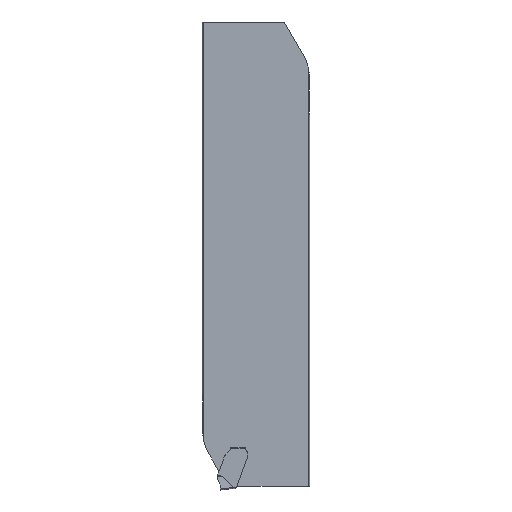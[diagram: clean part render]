
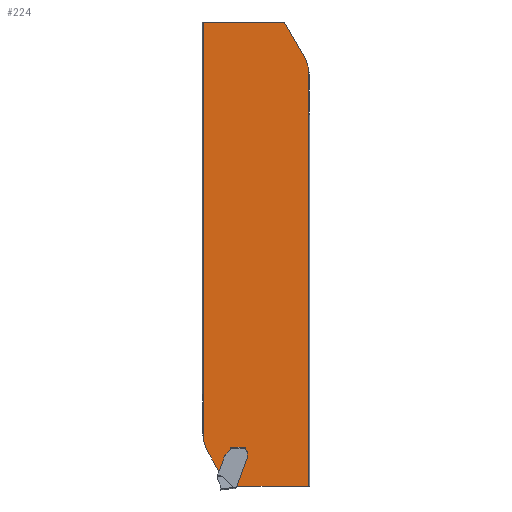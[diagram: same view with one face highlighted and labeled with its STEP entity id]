
A CAD part, left-side view. The second image highlights one B-rep face of the part: STEP entity #224.
In plain terms, the highlighted planar face has unit normal (-1, 0, 0).
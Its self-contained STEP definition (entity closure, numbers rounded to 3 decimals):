
#137=ELLIPSE('',#1640,1.32,1.);
#138=ELLIPSE('',#1644,1.46,1.);
#158=B_SPLINE_CURVE_WITH_KNOTS('',5,(#2311,#2312,#2313,#2314,#2315,#2316),
 .UNSPECIFIED.,.F.,.F.,(6,6),(0.,1.),.UNSPECIFIED.);
#185=CIRCLE('',#1635,10.);
#186=CIRCLE('',#1638,0.4);
#187=CIRCLE('',#1639,1.);
#188=CIRCLE('',#1641,0.8);
#189=CIRCLE('',#1642,0.5);
#190=CIRCLE('',#1643,0.75);
#191=CIRCLE('',#1645,1.);
#192=CIRCLE('',#1646,10.);
#224=ADVANCED_FACE('SHANKHEAD_FACE_LEFT',(#341),#298,.T.);
#298=PLANE('',#1647);
#341=FACE_OUTER_BOUND('',#417,.T.);
#417=EDGE_LOOP('',(#532,#533,#534,#535,#536,#537,#538,#539,#540,#541,#542,
#543,#544,#545,#546,#547,#548,#549,#550,#551,#552,#553,#554,#555,#556,#557));
#532=ORIENTED_EDGE('',*,*,#1098,.F.);
#533=ORIENTED_EDGE('',*,*,#1096,.T.);
#534=ORIENTED_EDGE('',*,*,#1099,.T.);
#535=ORIENTED_EDGE('',*,*,#1100,.F.);
#536=ORIENTED_EDGE('',*,*,#1101,.T.);
#537=ORIENTED_EDGE('',*,*,#1102,.T.);
#538=ORIENTED_EDGE('',*,*,#1103,.F.);
#539=ORIENTED_EDGE('',*,*,#1104,.T.);
#540=ORIENTED_EDGE('',*,*,#1105,.T.);
#541=ORIENTED_EDGE('',*,*,#1106,.T.);
#542=ORIENTED_EDGE('',*,*,#1107,.T.);
#543=ORIENTED_EDGE('',*,*,#1108,.F.);
#544=ORIENTED_EDGE('',*,*,#1109,.F.);
#545=ORIENTED_EDGE('',*,*,#1110,.T.);
#546=ORIENTED_EDGE('',*,*,#1111,.F.);
#547=ORIENTED_EDGE('',*,*,#1112,.F.);
#548=ORIENTED_EDGE('',*,*,#1113,.F.);
#549=ORIENTED_EDGE('',*,*,#1114,.F.);
#550=ORIENTED_EDGE('',*,*,#1115,.F.);
#551=ORIENTED_EDGE('',*,*,#1116,.F.);
#552=ORIENTED_EDGE('',*,*,#1117,.T.);
#553=ORIENTED_EDGE('',*,*,#1118,.T.);
#554=ORIENTED_EDGE('',*,*,#1119,.T.);
#555=ORIENTED_EDGE('',*,*,#1120,.T.);
#556=ORIENTED_EDGE('',*,*,#1121,.T.);
#557=ORIENTED_EDGE('',*,*,#1060,.T.);
#918=VERTEX_POINT('',#2198);
#919=VERTEX_POINT('',#2200);
#950=VERTEX_POINT('',#2275);
#951=VERTEX_POINT('',#2277);
#952=VERTEX_POINT('',#2282);
#953=VERTEX_POINT('',#2284);
#954=VERTEX_POINT('',#2286);
#955=VERTEX_POINT('',#2288);
#956=VERTEX_POINT('',#2290);
#957=VERTEX_POINT('',#2292);
#958=VERTEX_POINT('',#2294);
#959=VERTEX_POINT('',#2296);
#960=VERTEX_POINT('',#2298);
#961=VERTEX_POINT('',#2300);
#962=VERTEX_POINT('',#2302);
#963=VERTEX_POINT('',#2304);
#964=VERTEX_POINT('',#2306);
#965=VERTEX_POINT('',#2308);
#966=VERTEX_POINT('',#2310);
#967=VERTEX_POINT('',#2317);
#968=VERTEX_POINT('',#2319);
#969=VERTEX_POINT('',#2321);
#970=VERTEX_POINT('',#2323);
#971=VERTEX_POINT('',#2325);
#972=VERTEX_POINT('',#2327);
#973=VERTEX_POINT('',#2329);
#1060=EDGE_CURVE('',#919,#918,#1274,.T.);
#1096=EDGE_CURVE('',#951,#950,#185,.T.);
#1098=EDGE_CURVE('',#951,#918,#1296,.T.);
#1099=EDGE_CURVE('',#950,#952,#1297,.T.);
#1100=EDGE_CURVE('',#953,#952,#1298,.T.);
#1101=EDGE_CURVE('',#953,#954,#186,.T.);
#1102=EDGE_CURVE('',#954,#955,#1299,.T.);
#1103=EDGE_CURVE('',#956,#955,#187,.T.);
#1104=EDGE_CURVE('',#956,#957,#137,.T.);
#1105=EDGE_CURVE('',#957,#958,#1300,.T.);
#1106=EDGE_CURVE('',#958,#959,#188,.T.);
#1107=EDGE_CURVE('',#959,#960,#1301,.T.);
#1108=EDGE_CURVE('',#961,#960,#1302,.T.);
#1109=EDGE_CURVE('',#962,#961,#1303,.T.);
#1110=EDGE_CURVE('',#962,#963,#189,.T.);
#1111=EDGE_CURVE('',#964,#963,#190,.T.);
#1112=EDGE_CURVE('',#965,#964,#1304,.T.);
#1113=EDGE_CURVE('',#966,#965,#138,.T.);
#1114=EDGE_CURVE('',#967,#966,#158,.T.);
#1115=EDGE_CURVE('',#968,#967,#191,.T.);
#1116=EDGE_CURVE('',#969,#968,#1305,.T.);
#1117=EDGE_CURVE('',#969,#970,#1306,.T.);
#1118=EDGE_CURVE('',#970,#971,#1307,.T.);
#1119=EDGE_CURVE('',#971,#972,#192,.T.);
#1120=EDGE_CURVE('',#972,#973,#1308,.T.);
#1121=EDGE_CURVE('',#973,#919,#1309,.T.);
#1274=LINE('',#2199,#1406);
#1296=LINE('',#2280,#1428);
#1297=LINE('',#2281,#1429);
#1298=LINE('',#2283,#1430);
#1299=LINE('',#2287,#1431);
#1300=LINE('',#2293,#1432);
#1301=LINE('',#2297,#1433);
#1302=LINE('',#2299,#1434);
#1303=LINE('',#2301,#1435);
#1304=LINE('',#2307,#1436);
#1305=LINE('',#2320,#1437);
#1306=LINE('',#2322,#1438);
#1307=LINE('',#2324,#1439);
#1308=LINE('',#2328,#1440);
#1309=LINE('',#2330,#1441);
#1406=VECTOR('',#1769,1.);
#1428=VECTOR('',#1831,1.);
#1429=VECTOR('',#1832,1.);
#1430=VECTOR('',#1833,1.);
#1431=VECTOR('',#1836,1.);
#1432=VECTOR('',#1841,1.);
#1433=VECTOR('',#1844,1.);
#1434=VECTOR('',#1845,1.);
#1435=VECTOR('',#1846,1.);
#1436=VECTOR('',#1851,1.);
#1437=VECTOR('',#1856,1.);
#1438=VECTOR('',#1857,1.);
#1439=VECTOR('',#1858,1.);
#1440=VECTOR('',#1861,1.);
#1441=VECTOR('',#1862,1.);
#1635=AXIS2_PLACEMENT_3D('',#2276,#1825,#1826);
#1638=AXIS2_PLACEMENT_3D('',#2285,#1834,#1835);
#1639=AXIS2_PLACEMENT_3D('',#2289,#1837,#1838);
#1640=AXIS2_PLACEMENT_3D('',#2291,#1839,#1840);
#1641=AXIS2_PLACEMENT_3D('',#2295,#1842,#1843);
#1642=AXIS2_PLACEMENT_3D('',#2303,#1847,#1848);
#1643=AXIS2_PLACEMENT_3D('',#2305,#1849,#1850);
#1644=AXIS2_PLACEMENT_3D('',#2309,#1852,#1853);
#1645=AXIS2_PLACEMENT_3D('',#2318,#1854,#1855);
#1646=AXIS2_PLACEMENT_3D('',#2326,#1859,#1860);
#1647=AXIS2_PLACEMENT_3D('',#2331,#1863,#1864);
#1769=DIRECTION('',(0.,1.,0.));
#1825=DIRECTION('',(-1.,0.,0.));
#1826=DIRECTION('',(0.,1.,0.));
#1831=DIRECTION('',(0.,0.,1.));
#1832=DIRECTION('',(0.,-0.5,-0.866));
#1833=DIRECTION('',(0.,0.819,-0.574));
#1834=DIRECTION('',(-1.,0.,0.));
#1835=DIRECTION('',(0.,1.,0.));
#1836=DIRECTION('',(0.,-0.342,0.94));
#1837=DIRECTION('',(-1.,0.,0.));
#1838=DIRECTION('',(0.,1.,0.));
#1839=DIRECTION('',(1.,0.,0.));
#1840=DIRECTION('',(0.,-0.707,0.707));
#1841=DIRECTION('',(0.,-0.707,0.707));
#1842=DIRECTION('',(-1.,0.,0.));
#1843=DIRECTION('',(0.,1.,0.));
#1844=DIRECTION('',(0.,0.,1.));
#1845=DIRECTION('',(0.,1.,0.));
#1846=DIRECTION('',(0.,0.,1.));
#1847=DIRECTION('',(-1.,0.,0.));
#1848=DIRECTION('',(0.,1.,0.));
#1849=DIRECTION('',(-1.,0.,0.));
#1850=DIRECTION('',(0.,1.,0.));
#1851=DIRECTION('',(0.,0.,1.));
#1852=DIRECTION('',(-1.,0.,0.));
#1853=DIRECTION('',(0.,0.,-1.));
#1854=DIRECTION('',(-1.,0.,0.));
#1855=DIRECTION('',(0.,1.,0.));
#1856=DIRECTION('',(0.,-0.342,0.94));
#1857=DIRECTION('',(0.,-1.,0.));
#1858=DIRECTION('',(0.,0.,1.));
#1859=DIRECTION('',(-1.,0.,0.));
#1860=DIRECTION('',(0.,1.,0.));
#1861=DIRECTION('',(0.,0.5,0.866));
#1862=DIRECTION('',(0.,0.,1.));
#1863=DIRECTION('',(-1.,0.,0.));
#1864=DIRECTION('',(0.,1.,0.));
#2198=CARTESIAN_POINT('',(-2.35,25.27,0.));
#2199=CARTESIAN_POINT('',(-2.35,28.25,0.));
#2200=CARTESIAN_POINT('',(-2.35,6.147,0.));
#2275=CARTESIAN_POINT('',(-2.35,24.135,-101.291));
#2276=CARTESIAN_POINT('',(-2.35,15.475,-96.291));
#2277=CARTESIAN_POINT('',(-2.35,25.27,-98.302));
#2280=CARTESIAN_POINT('',(-2.35,25.27,-121.));
#2281=CARTESIAN_POINT('',(-2.35,15.293,-116.605));
#2282=CARTESIAN_POINT('',(-2.35,21.669,-105.562));
#2283=CARTESIAN_POINT('',(-2.35,34.788,-114.748));
#2284=CARTESIAN_POINT('',(-2.35,21.669,-105.561));
#2285=CARTESIAN_POINT('',(-2.35,21.906,-105.24));
#2286=CARTESIAN_POINT('',(-2.35,21.531,-105.376));
#2287=CARTESIAN_POINT('',(-2.35,28.329,-124.056));
#2288=CARTESIAN_POINT('',(-2.35,20.299,-101.993));
#2289=CARTESIAN_POINT('',(-2.35,19.359,-102.335));
#2290=CARTESIAN_POINT('',(-2.35,20.197,-101.788));
#2291=CARTESIAN_POINT('',(-2.35,19.313,-102.289));
#2292=CARTESIAN_POINT('',(-2.35,20.02,-101.581));
#2293=CARTESIAN_POINT('',(-2.35,35.387,-116.948));
#2294=CARTESIAN_POINT('',(-2.35,19.104,-100.666));
#2295=CARTESIAN_POINT('',(-2.35,19.67,-100.1));
#2296=CARTESIAN_POINT('',(-2.35,18.87,-100.1));
#2297=CARTESIAN_POINT('',(-2.35,18.87,-124.085));
#2298=CARTESIAN_POINT('',(-2.35,18.87,-100.));
#2299=CARTESIAN_POINT('',(-2.35,28.25,-100.));
#2300=CARTESIAN_POINT('',(-2.35,15.5,-100.));
#2301=CARTESIAN_POINT('',(-2.35,15.5,-124.085));
#2302=CARTESIAN_POINT('',(-2.35,15.5,-100.2));
#2303=CARTESIAN_POINT('',(-2.35,15.,-100.2));
#2304=CARTESIAN_POINT('',(-2.35,15.3,-100.6));
#2305=CARTESIAN_POINT('',(-2.35,15.75,-101.2));
#2306=CARTESIAN_POINT('',(-2.35,15.,-101.2));
#2307=CARTESIAN_POINT('',(-2.35,15.,-124.085));
#2308=CARTESIAN_POINT('',(-2.35,15.,-102.112));
#2309=CARTESIAN_POINT('',(-2.35,16.,-102.112));
#2310=CARTESIAN_POINT('',(-2.35,15.013,-102.345));
#2311=CARTESIAN_POINT('',(-2.35,15.022,-102.4));
#2312=CARTESIAN_POINT('',(-2.35,15.019,-102.389));
#2313=CARTESIAN_POINT('',(-2.35,15.017,-102.378));
#2314=CARTESIAN_POINT('',(-2.35,15.016,-102.367));
#2315=CARTESIAN_POINT('',(-2.35,15.014,-102.356));
#2316=CARTESIAN_POINT('',(-2.35,15.013,-102.345));
#2317=CARTESIAN_POINT('',(-2.35,15.022,-102.4));
#2318=CARTESIAN_POINT('',(-2.35,16.,-102.193));
#2319=CARTESIAN_POINT('',(-2.35,15.06,-102.535));
#2320=CARTESIAN_POINT('',(-2.35,23.529,-125.803));
#2321=CARTESIAN_POINT('',(-2.35,17.467,-109.148));
#2322=CARTESIAN_POINT('',(-2.35,28.25,-109.148));
#2323=CARTESIAN_POINT('',(-2.35,0.63,-109.148));
#2324=CARTESIAN_POINT('',(-2.35,0.63,-121.));
#2325=CARTESIAN_POINT('',(-2.35,0.63,-10.846));
#2326=CARTESIAN_POINT('',(-2.35,10.425,-12.857));
#2327=CARTESIAN_POINT('',(-2.35,1.765,-7.857));
#2328=CARTESIAN_POINT('',(-2.35,-41.942,-83.56));
#2329=CARTESIAN_POINT('',(-2.35,6.147,-0.268));
#2330=CARTESIAN_POINT('',(-2.35,6.147,-124.085));
#2331=CARTESIAN_POINT('',(-2.35,28.25,-124.085));
